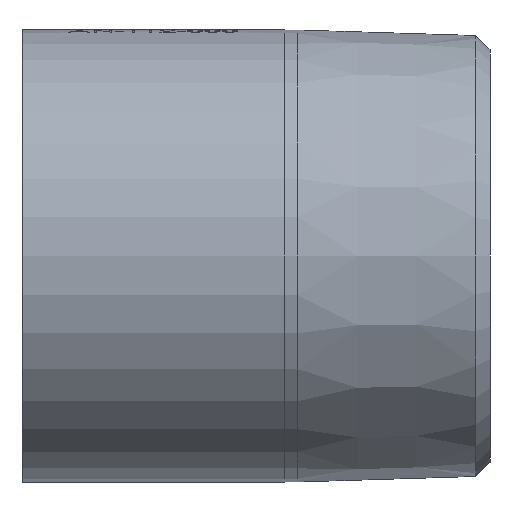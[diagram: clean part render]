
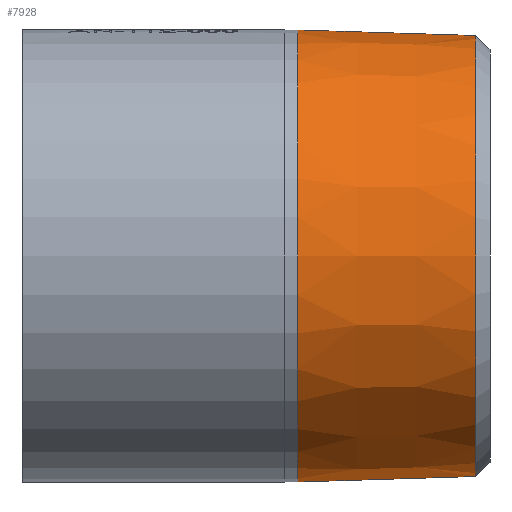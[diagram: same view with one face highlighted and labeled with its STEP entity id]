
A CAD part, front view. The second image highlights one B-rep face of the part: STEP entity #7928.
In plain terms, the highlighted conical face has half-angle 1.79 degrees and reference radius 23.551 mm.
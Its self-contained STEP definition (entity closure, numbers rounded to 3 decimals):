
#450 = FACE_OUTER_BOUND ( 'NONE', #8069, .T. ) ;
#1185 = LINE ( 'NONE', #1281, #8489 ) ;
#1227 = DIRECTION ( 'NONE',  ( -1., 0., 0.031 ) ) ;
#1281 = CARTESIAN_POINT ( 'NONE',  ( 48.472, 0., 23.551 ) ) ;
#1654 = EDGE_CURVE ( 'NONE', #8861, #9721, #10076, .T. ) ;
#2042 = VECTOR ( 'NONE', #4531, 1000. ) ;
#2410 = ORIENTED_EDGE ( 'NONE', *, *, #6859, .F. ) ;
#2528 = ORIENTED_EDGE ( 'NONE', *, *, #9047, .T. ) ;
#2843 = ORIENTED_EDGE ( 'NONE', *, *, #1654, .T. ) ;
#3872 = DIRECTION ( 'NONE',  ( 0., 0., 1. ) ) ;
#3928 = CARTESIAN_POINT ( 'NONE',  ( 48.472, 0., 0. ) ) ;
#4527 = CARTESIAN_POINT ( 'NONE',  ( 48.472, 0., -23.551 ) ) ;
#4531 = DIRECTION ( 'NONE',  ( -1., 0., -0.031 ) ) ;
#4555 = CARTESIAN_POINT ( 'NONE',  ( 48.472, 0., 0. ) ) ;
#4781 = DIRECTION ( 'NONE',  ( 0., 0., 1. ) ) ;
#5571 = DIRECTION ( 'NONE',  ( 0., 0., 1. ) ) ;
#5987 = EDGE_CURVE ( 'NONE', #11492, #7248, #8184, .T. ) ;
#6411 = CARTESIAN_POINT ( 'NONE',  ( 29.46, 0., 24.145 ) ) ;
#6859 = EDGE_CURVE ( 'NONE', #8861, #11492, #16202, .T. ) ;
#7119 = AXIS2_PLACEMENT_3D ( 'NONE', #3928, #7921, #3872 ) ;
#7248 = VERTEX_POINT ( 'NONE', #6411 ) ;
#7691 = CONICAL_SURFACE ( 'NONE', #7119, 23.551, 0.031 ) ;
#7776 = CARTESIAN_POINT ( 'NONE',  ( 29.46, 0., -24.145 ) ) ;
#7921 = DIRECTION ( 'NONE',  ( -1., 0., 0. ) ) ;
#7928 = ADVANCED_FACE ( 'NONE', ( #450 ), #7691, .T. ) ;
#8069 = EDGE_LOOP ( 'NONE', ( #2410, #2843, #2528, #9322 ) ) ;
#8184 = CIRCLE ( 'NONE', #10017, 24.145 ) ;
#8489 = VECTOR ( 'NONE', #1227, 1000. ) ;
#8861 = VERTEX_POINT ( 'NONE', #4527 ) ;
#9047 = EDGE_CURVE ( 'NONE', #9721, #7248, #1185, .T. ) ;
#9322 = ORIENTED_EDGE ( 'NONE', *, *, #5987, .F. ) ;
#9721 = VERTEX_POINT ( 'NONE', #13498 ) ;
#10017 = AXIS2_PLACEMENT_3D ( 'NONE', #14619, #15986, #5571 ) ;
#10076 = CIRCLE ( 'NONE', #13172, 23.551 ) ;
#11492 = VERTEX_POINT ( 'NONE', #7776 ) ;
#12338 = CARTESIAN_POINT ( 'NONE',  ( 48.472, 0., -23.551 ) ) ;
#13172 = AXIS2_PLACEMENT_3D ( 'NONE', #4555, #13592, #4781 ) ;
#13498 = CARTESIAN_POINT ( 'NONE',  ( 48.472, 0., 23.551 ) ) ;
#13592 = DIRECTION ( 'NONE',  ( -1., 0., 0. ) ) ;
#14619 = CARTESIAN_POINT ( 'NONE',  ( 29.46, 0., 0. ) ) ;
#15986 = DIRECTION ( 'NONE',  ( -1., 0., 0. ) ) ;
#16202 = LINE ( 'NONE', #12338, #2042 ) ;
